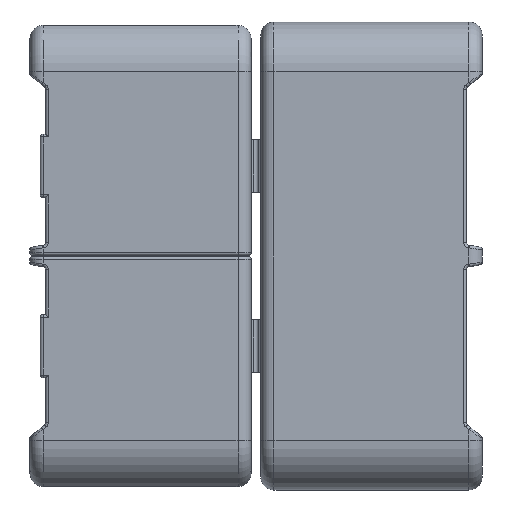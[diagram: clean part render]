
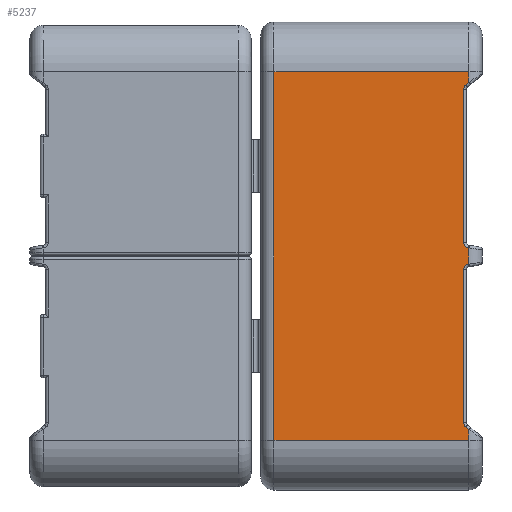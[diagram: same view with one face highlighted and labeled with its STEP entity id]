
A CAD part, left-side view. The second image highlights one B-rep face of the part: STEP entity #5237.
In plain terms, the highlighted planar face has unit normal (-1, 0, 0).
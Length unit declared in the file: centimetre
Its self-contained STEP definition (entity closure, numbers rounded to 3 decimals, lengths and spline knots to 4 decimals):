
#33 = CARTESIAN_POINT ( 'NONE',  ( -8.34, -1.8, -3.5 ) ) ;
#216 = DIRECTION ( 'NONE',  ( 0., 0., 1. ) ) ;
#250 = LINE ( 'NONE', #4177, #9396 ) ;
#263 = CARTESIAN_POINT ( 'NONE',  ( -8.34, -1.8, -3.5 ) ) ;
#271 = VERTEX_POINT ( 'NONE', #5218 ) ;
#276 = VECTOR ( 'NONE', #6901, 100. ) ;
#369 = EDGE_CURVE ( 'NONE', #6511, #3180, #5552, .T. ) ;
#433 = VERTEX_POINT ( 'NONE', #1842 ) ;
#524 = DIRECTION ( 'NONE',  ( 0., 0., 1. ) ) ;
#542 = EDGE_CURVE ( 'NONE', #1916, #3180, #2954, .T. ) ;
#598 = CIRCLE ( 'NONE', #9625, 0.1 ) ;
#606 = ORIENTED_EDGE ( 'NONE', *, *, #369, .T. ) ;
#628 = CARTESIAN_POINT ( 'NONE',  ( -8.34, -1.7, 0.2549 ) ) ;
#775 = DIRECTION ( 'NONE',  ( -1., 0., 0. ) ) ;
#907 = VECTOR ( 'NONE', #4090, 100. ) ;
#1027 = DIRECTION ( 'NONE',  ( 0., 0.985, 0.174 ) ) ;
#1089 = EDGE_CURVE ( 'NONE', #5460, #271, #598, .T. ) ;
#1221 = AXIS2_PLACEMENT_3D ( 'NONE', #1273, #4304, #6370 ) ;
#1244 = ORIENTED_EDGE ( 'NONE', *, *, #6489, .T. ) ;
#1258 = CARTESIAN_POINT ( 'NONE',  ( -8.34, -1.8, -0.2549 ) ) ;
#1273 = CARTESIAN_POINT ( 'NONE',  ( -8.34, -1.8, 0.2549 ) ) ;
#1311 = ORIENTED_EDGE ( 'NONE', *, *, #7412, .T. ) ;
#1331 = DIRECTION ( 'NONE',  ( 0., -1., 0. ) ) ;
#1378 = LINE ( 'NONE', #9568, #6386 ) ;
#1429 = ORIENTED_EDGE ( 'NONE', *, *, #2016, .T. ) ;
#1432 = CARTESIAN_POINT ( 'NONE',  ( -8.34, -1.7, -3.165 ) ) ;
#1665 = CARTESIAN_POINT ( 'NONE',  ( -8.34, -1.7826, -0.1564 ) ) ;
#1673 = EDGE_CURVE ( 'NONE', #5460, #7244, #8243, .T. ) ;
#1681 = VECTOR ( 'NONE', #9378, 100. ) ;
#1758 = CARTESIAN_POINT ( 'NONE',  ( -8.34, -1.8, -3.5 ) ) ;
#1775 = EDGE_CURVE ( 'NONE', #6511, #3059, #9476, .T. ) ;
#1832 = CARTESIAN_POINT ( 'NONE',  ( -8.34, 1.9, 3.5 ) ) ;
#1842 = CARTESIAN_POINT ( 'NONE',  ( -8.34, -1.8, 0.1533 ) ) ;
#1916 = VERTEX_POINT ( 'NONE', #1665 ) ;
#2016 = EDGE_CURVE ( 'NONE', #8955, #271, #5622, .T. ) ;
#2032 = EDGE_CURVE ( 'NONE', #8955, #5015, #5189, .T. ) ;
#2123 = ORIENTED_EDGE ( 'NONE', *, *, #1775, .F. ) ;
#2179 = VERTEX_POINT ( 'NONE', #8306 ) ;
#2369 = CARTESIAN_POINT ( 'NONE',  ( -8.34, -1.8, -3.2955 ) ) ;
#2495 = ORIENTED_EDGE ( 'NONE', *, *, #542, .F. ) ;
#2531 = CARTESIAN_POINT ( 'NONE',  ( -8.34, 1.4061, 0.7186 ) ) ;
#2538 = ORIENTED_EDGE ( 'NONE', *, *, #7466, .T. ) ;
#2910 = VERTEX_POINT ( 'NONE', #9670 ) ;
#2954 = CIRCLE ( 'NONE', #9609, 0.1 ) ;
#3000 = CARTESIAN_POINT ( 'NONE',  ( -8.34, -1.8, -3.165 ) ) ;
#3001 = ORIENTED_EDGE ( 'NONE', *, *, #5160, .T. ) ;
#3055 = VECTOR ( 'NONE', #1027, 100. ) ;
#3059 = VERTEX_POINT ( 'NONE', #4789 ) ;
#3076 = ORIENTED_EDGE ( 'NONE', *, *, #5909, .T. ) ;
#3180 = VERTEX_POINT ( 'NONE', #5683 ) ;
#3184 = CARTESIAN_POINT ( 'NONE',  ( -8.34, 2.15, -3.5 ) ) ;
#3225 = DIRECTION ( 'NONE',  ( 1., 0., 0. ) ) ;
#3399 = CARTESIAN_POINT ( 'NONE',  ( -8.34, 0.4173, -1.435 ) ) ;
#3687 = CARTESIAN_POINT ( 'NONE',  ( -8.34, -1.8, 3.5 ) ) ;
#3704 = VECTOR ( 'NONE', #8422, 100. ) ;
#3755 = VECTOR ( 'NONE', #524, 100. ) ;
#3792 = LINE ( 'NONE', #5367, #276 ) ;
#4009 = LINE ( 'NONE', #2531, #3055 ) ;
#4035 = DIRECTION ( 'NONE',  ( 0., 0.766, 0.643 ) ) ;
#4090 = DIRECTION ( 'NONE',  ( 0., 0., 1. ) ) ;
#4177 = CARTESIAN_POINT ( 'NONE',  ( -8.34, 1.9, -3.5 ) ) ;
#4265 = EDGE_CURVE ( 'NONE', #1916, #2910, #4440, .T. ) ;
#4304 = DIRECTION ( 'NONE',  ( -1., 0., 0. ) ) ;
#4355 = EDGE_CURVE ( 'NONE', #8314, #5608, #3792, .T. ) ;
#4440 = LINE ( 'NONE', #8895, #7907 ) ;
#4789 = CARTESIAN_POINT ( 'NONE',  ( -8.34, -1.7357, -3.2416 ) ) ;
#4826 = LINE ( 'NONE', #6315, #4867 ) ;
#4867 = VECTOR ( 'NONE', #216, 100. ) ;
#5015 = VERTEX_POINT ( 'NONE', #8968 ) ;
#5016 = ORIENTED_EDGE ( 'NONE', *, *, #2032, .F. ) ;
#5044 = ORIENTED_EDGE ( 'NONE', *, *, #6354, .T. ) ;
#5108 = CARTESIAN_POINT ( 'NONE',  ( -8.34, 3.8641, -1.4572 ) ) ;
#5160 = EDGE_CURVE ( 'NONE', #433, #5015, #4009, .T. ) ;
#5181 = AXIS2_PLACEMENT_3D ( 'NONE', #3000, #8343, #7496 ) ;
#5189 = CIRCLE ( 'NONE', #1221, 0.1 ) ;
#5218 = CARTESIAN_POINT ( 'NONE',  ( -8.34, -1.7, 3.165 ) ) ;
#5237 = ADVANCED_FACE ( 'NONE', ( #7929 ), #7824, .F. ) ;
#5273 = DIRECTION ( 'NONE',  ( 0., 0., -1. ) ) ;
#5326 = LINE ( 'NONE', #33, #3704 ) ;
#5367 = CARTESIAN_POINT ( 'NONE',  ( -8.34, 2.15, 3.5 ) ) ;
#5375 = CARTESIAN_POINT ( 'NONE',  ( -8.34, -1.8, 3.165 ) ) ;
#5410 = AXIS2_PLACEMENT_3D ( 'NONE', #3184, #3225, #6230 ) ;
#5460 = VERTEX_POINT ( 'NONE', #6922 ) ;
#5519 = LINE ( 'NONE', #3399, #7406 ) ;
#5552 = LINE ( 'NONE', #8589, #1681 ) ;
#5608 = VERTEX_POINT ( 'NONE', #3687 ) ;
#5622 = LINE ( 'NONE', #7319, #3755 ) ;
#5683 = CARTESIAN_POINT ( 'NONE',  ( -8.34, -1.7, -0.2549 ) ) ;
#5729 = EDGE_LOOP ( 'NONE', ( #6788, #7996, #1311, #8612, #3076, #5044, #2538, #8324, #2123, #606, #2495, #6207, #1244, #3001, #5016, #1429 ) ) ;
#5909 = EDGE_CURVE ( 'NONE', #8314, #2179, #250, .T. ) ;
#6207 = ORIENTED_EDGE ( 'NONE', *, *, #4265, .T. ) ;
#6230 = DIRECTION ( 'NONE',  ( 0., 0., -1. ) ) ;
#6315 = CARTESIAN_POINT ( 'NONE',  ( -8.34, -1.8, -3.5 ) ) ;
#6354 = EDGE_CURVE ( 'NONE', #2179, #7479, #1378, .T. ) ;
#6370 = DIRECTION ( 'NONE',  ( 0., 0., -1. ) ) ;
#6386 = VECTOR ( 'NONE', #1331, 100. ) ;
#6456 = VERTEX_POINT ( 'NONE', #2369 ) ;
#6489 = EDGE_CURVE ( 'NONE', #2910, #433, #5326, .T. ) ;
#6511 = VERTEX_POINT ( 'NONE', #1432 ) ;
#6760 = DIRECTION ( 'NONE',  ( 0., -0.985, 0.174 ) ) ;
#6788 = ORIENTED_EDGE ( 'NONE', *, *, #1089, .F. ) ;
#6901 = DIRECTION ( 'NONE',  ( 0., -1., 0. ) ) ;
#6922 = CARTESIAN_POINT ( 'NONE',  ( -8.34, -1.7357, 3.2416 ) ) ;
#7244 = VERTEX_POINT ( 'NONE', #8029 ) ;
#7306 = DIRECTION ( 'NONE',  ( -1., 0., 0. ) ) ;
#7319 = CARTESIAN_POINT ( 'NONE',  ( -8.34, -1.7, -3.5 ) ) ;
#7406 = VECTOR ( 'NONE', #4035, 100. ) ;
#7412 = EDGE_CURVE ( 'NONE', #7244, #5608, #8753, .T. ) ;
#7419 = EDGE_CURVE ( 'NONE', #6456, #3059, #5519, .T. ) ;
#7466 = EDGE_CURVE ( 'NONE', #7479, #6456, #4826, .T. ) ;
#7479 = VERTEX_POINT ( 'NONE', #1758 ) ;
#7496 = DIRECTION ( 'NONE',  ( 0., 0., -1. ) ) ;
#7824 = PLANE ( 'NONE',  #5410 ) ;
#7907 = VECTOR ( 'NONE', #6760, 100. ) ;
#7929 = FACE_OUTER_BOUND ( 'NONE', #5729, .T. ) ;
#7947 = DIRECTION ( 'NONE',  ( 0., 0., -1. ) ) ;
#7991 = DIRECTION ( 'NONE',  ( 0., 0., -1. ) ) ;
#7996 = ORIENTED_EDGE ( 'NONE', *, *, #1673, .T. ) ;
#8029 = CARTESIAN_POINT ( 'NONE',  ( -8.34, -1.8, 3.2955 ) ) ;
#8243 = LINE ( 'NONE', #5108, #8996 ) ;
#8288 = DIRECTION ( 'NONE',  ( 0., -0.766, 0.643 ) ) ;
#8306 = CARTESIAN_POINT ( 'NONE',  ( -8.34, 1.9, -3.5 ) ) ;
#8314 = VERTEX_POINT ( 'NONE', #1832 ) ;
#8324 = ORIENTED_EDGE ( 'NONE', *, *, #7419, .T. ) ;
#8343 = DIRECTION ( 'NONE',  ( -1., 0., 0. ) ) ;
#8422 = DIRECTION ( 'NONE',  ( 0., 0., 1. ) ) ;
#8589 = CARTESIAN_POINT ( 'NONE',  ( -8.34, -1.7, -3.5 ) ) ;
#8612 = ORIENTED_EDGE ( 'NONE', *, *, #4355, .F. ) ;
#8753 = LINE ( 'NONE', #263, #907 ) ;
#8895 = CARTESIAN_POINT ( 'NONE',  ( -8.34, 2.6032, -0.9297 ) ) ;
#8955 = VERTEX_POINT ( 'NONE', #628 ) ;
#8968 = CARTESIAN_POINT ( 'NONE',  ( -8.34, -1.7826, 0.1564 ) ) ;
#8996 = VECTOR ( 'NONE', #8288, 100. ) ;
#9378 = DIRECTION ( 'NONE',  ( 0., 0., 1. ) ) ;
#9396 = VECTOR ( 'NONE', #7991, 100. ) ;
#9476 = CIRCLE ( 'NONE', #5181, 0.1 ) ;
#9568 = CARTESIAN_POINT ( 'NONE',  ( -8.34, 2.15, -3.5 ) ) ;
#9609 = AXIS2_PLACEMENT_3D ( 'NONE', #1258, #7306, #7947 ) ;
#9625 = AXIS2_PLACEMENT_3D ( 'NONE', #5375, #775, #5273 ) ;
#9670 = CARTESIAN_POINT ( 'NONE',  ( -8.34, -1.8, -0.1533 ) ) ;
